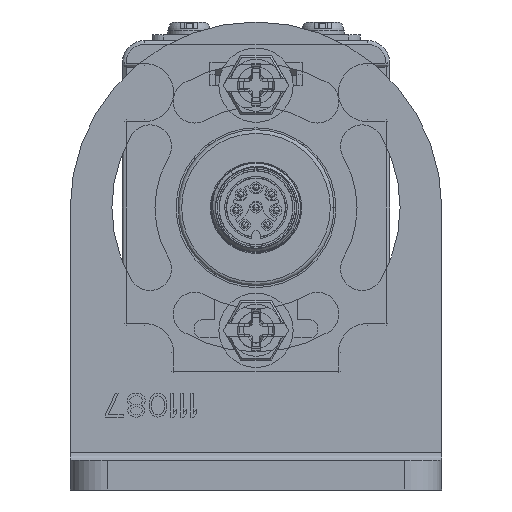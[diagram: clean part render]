
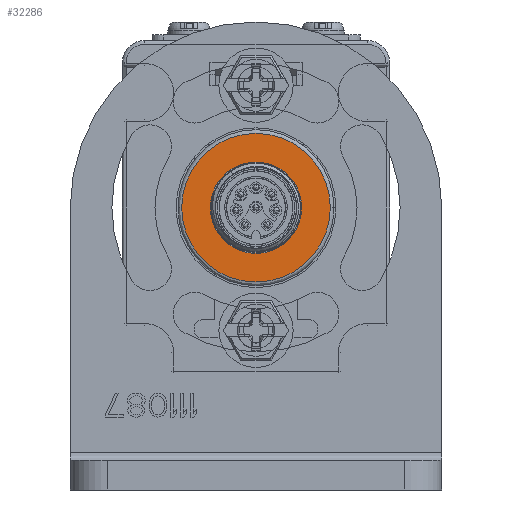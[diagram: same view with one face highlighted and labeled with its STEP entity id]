
A CAD part, front view. The second image highlights one B-rep face of the part: STEP entity #32286.
In plain terms, the highlighted face is planar.
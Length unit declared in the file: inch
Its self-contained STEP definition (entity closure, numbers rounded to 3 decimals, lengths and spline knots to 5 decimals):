
#29113=CARTESIAN_POINT('',(0.,22.5,4.));
#29114=DIRECTION('',(0.,0.,1.));
#29115=DIRECTION('',(1.,0.,0.));
#29116=AXIS2_PLACEMENT_3D('',#29113,#29114,#29115);
#29128=CARTESIAN_POINT('',(0.,22.5,4.));
#29129=DIRECTION('',(0.,0.,1.));
#29130=DIRECTION('',(1.,0.,0.));
#29131=AXIS2_PLACEMENT_3D('',#29128,#29129,#29130);
#29133=CARTESIAN_POINT('',(0.,22.5,4.));
#29134=DIRECTION('',(0.,0.,1.));
#29135=DIRECTION('',(-1.,0.,0.));
#29136=AXIS2_PLACEMENT_3D('',#29133,#29134,#29135);
#29138=CARTESIAN_POINT('',(0.,22.5,4.));
#29139=DIRECTION('',(0.,0.,1.));
#29140=DIRECTION('',(-1.,0.,0.));
#29141=AXIS2_PLACEMENT_3D('',#29138,#29139,#29140);
#30787=CARTESIAN_POINT('',(6.15,22.5,4.));
#30788=CARTESIAN_POINT('',(-6.15,22.5,4.));
#30789=VERTEX_POINT('',#30787);
#30790=VERTEX_POINT('',#30788);
#31095=CARTESIAN_POINT('',(10.,22.5,4.));
#31096=CARTESIAN_POINT('',(-10.,22.5,4.));
#31097=VERTEX_POINT('',#31095);
#31098=VERTEX_POINT('',#31096);
#32270=CARTESIAN_POINT('',(0.,0.,4.));
#32271=DIRECTION('',(0.,0.,1.));
#32272=DIRECTION('',(1.,0.,0.));
#32273=AXIS2_PLACEMENT_3D('',#32270,#32271,#32272);
#32274=PLANE('',#32273);
#32275=ORIENTED_EDGE('',*,*,#32260,.F.);
#32277=ORIENTED_EDGE('',*,*,#32276,.F.);
#32278=EDGE_LOOP('',(#32275,#32277));
#32279=FACE_OUTER_BOUND('',#32278,.F.);
#32281=ORIENTED_EDGE('',*,*,#32280,.T.);
#32283=ORIENTED_EDGE('',*,*,#32282,.T.);
#32284=EDGE_LOOP('',(#32281,#32283));
#32285=FACE_BOUND('',#32284,.F.);
#32286=ADVANCED_FACE('',(#32279,#32285),#32274,.T.);
#29117=CIRCLE('',#29116,10.);
#29132=CIRCLE('',#29131,6.15);
#29137=CIRCLE('',#29136,6.15);
#29142=CIRCLE('',#29141,10.);
#32260=EDGE_CURVE('',#31097,#31098,#29117,.T.);
#32276=EDGE_CURVE('',#31098,#31097,#29142,.T.);
#32280=EDGE_CURVE('',#30789,#30790,#29132,.T.);
#32282=EDGE_CURVE('',#30790,#30789,#29137,.T.);
